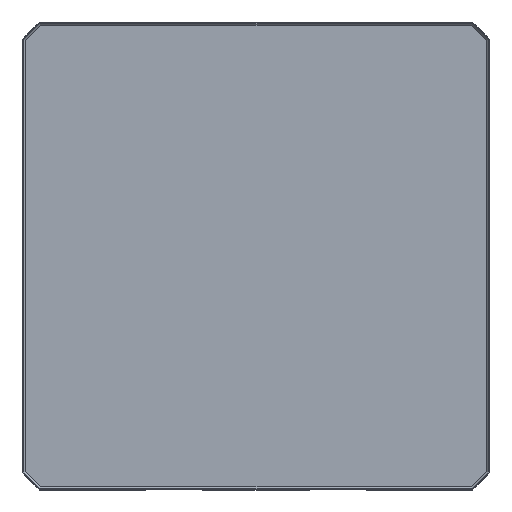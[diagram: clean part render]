
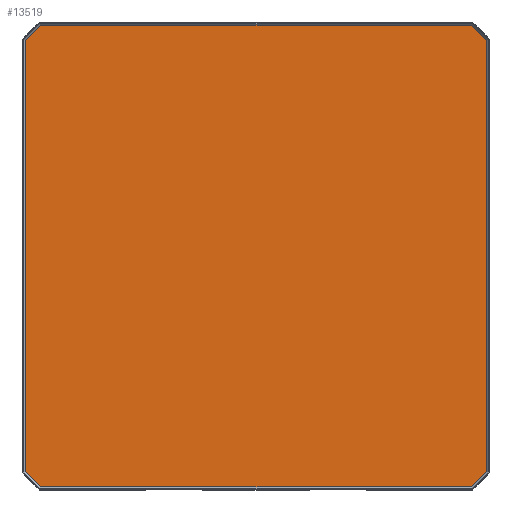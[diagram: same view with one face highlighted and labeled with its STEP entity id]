
A CAD part, top view. The second image highlights one B-rep face of the part: STEP entity #13519.
In plain terms, the highlighted planar face has unit normal (0, 0, 1).
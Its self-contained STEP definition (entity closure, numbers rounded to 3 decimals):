
#25=FACE_OUTER_BOUND('',#803,.T.);
#803=EDGE_LOOP('',(#8769,#8770,#8771,#8772,#8773,#8774,#8775,#8776));
#1591=LINE('',#18625,#3577);
#1592=LINE('',#18627,#3578);
#1593=LINE('',#18629,#3579);
#1594=LINE('',#18631,#3580);
#1595=LINE('',#18633,#3581);
#1596=LINE('',#18635,#3582);
#1597=LINE('',#18637,#3583);
#1598=LINE('',#18638,#3584);
#3577=VECTOR('',#15081,10.);
#3578=VECTOR('',#15082,10.);
#3579=VECTOR('',#15083,10.);
#3580=VECTOR('',#15084,10.);
#3581=VECTOR('',#15085,10.);
#3582=VECTOR('',#15086,10.);
#3583=VECTOR('',#15087,10.);
#3584=VECTOR('',#15088,10.);
#5563=VERTEX_POINT('',#18623);
#5564=VERTEX_POINT('',#18624);
#5565=VERTEX_POINT('',#18626);
#5566=VERTEX_POINT('',#18628);
#5567=VERTEX_POINT('',#18630);
#5568=VERTEX_POINT('',#18632);
#5569=VERTEX_POINT('',#18634);
#5570=VERTEX_POINT('',#18636);
#6783=EDGE_CURVE('',#5563,#5564,#1591,.T.);
#6784=EDGE_CURVE('',#5565,#5563,#1592,.T.);
#6785=EDGE_CURVE('',#5566,#5565,#1593,.T.);
#6786=EDGE_CURVE('',#5567,#5566,#1594,.T.);
#6787=EDGE_CURVE('',#5568,#5567,#1595,.T.);
#6788=EDGE_CURVE('',#5569,#5568,#1596,.T.);
#6789=EDGE_CURVE('',#5570,#5569,#1597,.T.);
#6790=EDGE_CURVE('',#5564,#5570,#1598,.T.);
#8769=ORIENTED_EDGE('',*,*,#6783,.F.);
#8770=ORIENTED_EDGE('',*,*,#6784,.F.);
#8771=ORIENTED_EDGE('',*,*,#6785,.F.);
#8772=ORIENTED_EDGE('',*,*,#6786,.F.);
#8773=ORIENTED_EDGE('',*,*,#6787,.F.);
#8774=ORIENTED_EDGE('',*,*,#6788,.F.);
#8775=ORIENTED_EDGE('',*,*,#6789,.F.);
#8776=ORIENTED_EDGE('',*,*,#6790,.F.);
#12741=PLANE('',#14299);
#13519=ADVANCED_FACE('',(#25),#12741,.T.);
#14299=AXIS2_PLACEMENT_3D('',#18622,#15079,#15080);
#15079=DIRECTION('center_axis',(0.,0.,1.));
#15080=DIRECTION('ref_axis',(1.,0.,0.));
#15081=DIRECTION('',(0.,-1.,0.));
#15082=DIRECTION('',(0.707,-0.707,0.));
#15083=DIRECTION('',(1.,0.,0.));
#15084=DIRECTION('',(0.707,0.707,0.));
#15085=DIRECTION('',(0.,1.,0.));
#15086=DIRECTION('',(-0.707,0.707,0.));
#15087=DIRECTION('',(-1.,0.,0.));
#15088=DIRECTION('',(-0.707,-0.707,0.));
#18622=CARTESIAN_POINT('Origin',(50.,50.,15.6));
#18623=CARTESIAN_POINT('',(120.5,115.814,15.6));
#18624=CARTESIAN_POINT('',(120.5,-15.814,15.6));
#18625=CARTESIAN_POINT('',(120.5,16.886,15.6));
#18626=CARTESIAN_POINT('',(115.814,120.5,15.6));
#18627=CARTESIAN_POINT('',(119.475,116.839,15.6));
#18628=CARTESIAN_POINT('',(-15.814,120.5,15.6));
#18629=CARTESIAN_POINT('',(83.114,120.5,15.6));
#18630=CARTESIAN_POINT('',(-20.5,115.814,15.6));
#18631=CARTESIAN_POINT('',(-16.839,119.475,15.6));
#18632=CARTESIAN_POINT('',(-20.5,-15.814,15.6));
#18633=CARTESIAN_POINT('',(-20.5,83.114,15.6));
#18634=CARTESIAN_POINT('',(-15.814,-20.5,15.6));
#18635=CARTESIAN_POINT('',(-19.475,-16.839,15.6));
#18636=CARTESIAN_POINT('',(115.814,-20.5,15.6));
#18637=CARTESIAN_POINT('',(16.886,-20.5,15.6));
#18638=CARTESIAN_POINT('',(116.839,-19.475,15.6));
